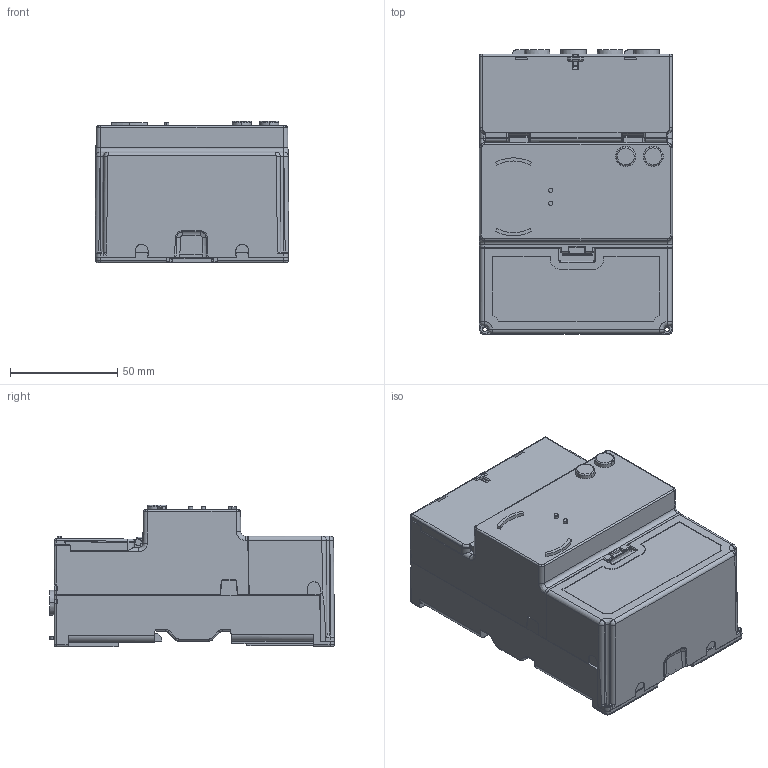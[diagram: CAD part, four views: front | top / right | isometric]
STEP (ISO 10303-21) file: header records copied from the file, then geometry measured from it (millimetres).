
FILE_DESCRIPTION (( 'STEP AP214' ), '1' );
FILE_NAME ('Ì150_s.STEP', '2023-12-06T18:07:23', ( '' ), ( '' ), 'SwSTEP 2.0', 'SolidWorks 2017', '' );
FILE_SCHEMA (( 'AUTOMOTIVE_DESIGN' ));
Length unit declared in the file: millimetre
Products named in the file (2): ﾌ150_s
Bounding box: 90.18 x 132.52 x 65.93 mm (x, y, z)
Volume: 626306.3 mm3; surface area: 112546.6 mm2
Topology: 5 solids, 19 shells, 1603 faces, 4379 edges, 2818 vertices
Faces by surface type: plane 1062, cylinder 367, bspline 126, cone 24, sphere 17, torus 7
Entity records: 73148 total; most frequent: CARTESIAN_POINT 16206, ORIENTED_EDGE 8716, DIRECTION 7338, EDGE_CURVE 4358, LINE 3170, VECTOR 3170, VERTEX_POINT 2814, AXIS2_PLACEMENT_3D 2084
